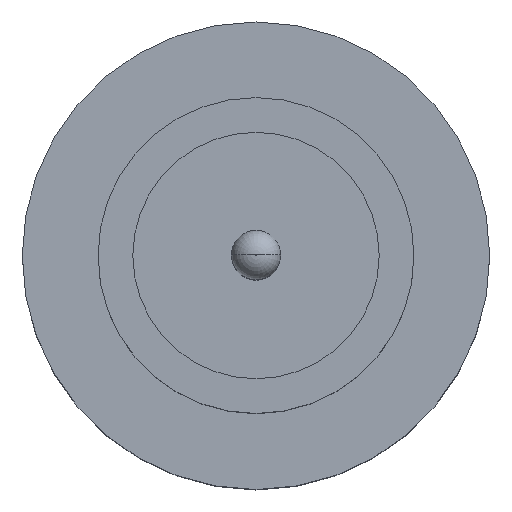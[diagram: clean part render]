
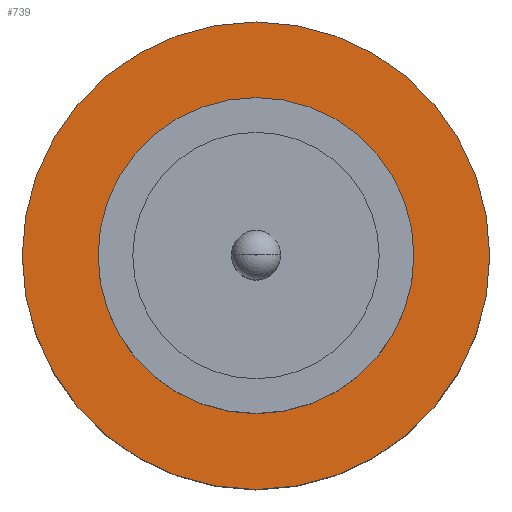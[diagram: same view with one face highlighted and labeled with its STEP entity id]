
A CAD part, top view. The second image highlights one B-rep face of the part: STEP entity #739.
In plain terms, the highlighted planar face has unit normal (0, 0, 1).
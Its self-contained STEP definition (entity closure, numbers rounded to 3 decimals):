
#53 = CARTESIAN_POINT ( 'NONE',  ( 0., 0., 1.55 ) ) ;
#62 = DIRECTION ( 'NONE',  ( 0., 0., 1. ) ) ;
#79 = ORIENTED_EDGE ( 'NONE', *, *, #278, .T. ) ;
#87 = EDGE_CURVE ( 'NONE', #212, #342, #549, .T. ) ;
#104 = CARTESIAN_POINT ( 'NONE',  ( 1.25, 0., 1.55 ) ) ;
#121 = VERTEX_POINT ( 'NONE', #160 ) ;
#143 = CIRCLE ( 'NONE', #795, 1.25 ) ;
#160 = CARTESIAN_POINT ( 'NONE',  ( 1.85, 0., 1.55 ) ) ;
#163 = FACE_OUTER_BOUND ( 'NONE', #415, .T. ) ;
#187 = CARTESIAN_POINT ( 'NONE',  ( 0., 0., 1.55 ) ) ;
#189 = CARTESIAN_POINT ( 'NONE',  ( -1.25, 0., 1.55 ) ) ;
#205 = AXIS2_PLACEMENT_3D ( 'NONE', #187, #546, #667 ) ;
#210 = CIRCLE ( 'NONE', #749, 1.85 ) ;
#212 = VERTEX_POINT ( 'NONE', #104 ) ;
#247 = CARTESIAN_POINT ( 'NONE',  ( 0., 0., 1.55 ) ) ;
#278 = EDGE_CURVE ( 'NONE', #121, #798, #210, .T. ) ;
#282 = FACE_BOUND ( 'NONE', #500, .T. ) ;
#284 = EDGE_CURVE ( 'NONE', #342, #212, #143, .T. ) ;
#314 = DIRECTION ( 'NONE',  ( 1., 0., 0. ) ) ;
#317 = DIRECTION ( 'NONE',  ( 1., 0., 0. ) ) ;
#342 = VERTEX_POINT ( 'NONE', #189 ) ;
#365 = CARTESIAN_POINT ( 'NONE',  ( -1.85, 0., 1.55 ) ) ;
#415 = EDGE_LOOP ( 'NONE', ( #745, #79 ) ) ;
#439 = DIRECTION ( 'NONE',  ( 0., 0., 1. ) ) ;
#498 = CIRCLE ( 'NONE', #205, 1.85 ) ;
#500 = EDGE_LOOP ( 'NONE', ( #572, #612 ) ) ;
#546 = DIRECTION ( 'NONE',  ( 0., 0., 1. ) ) ;
#549 = CIRCLE ( 'NONE', #770, 1.25 ) ;
#555 = PLANE ( 'NONE',  #620 ) ;
#559 = DIRECTION ( 'NONE',  ( 1., 0., 0. ) ) ;
#572 = ORIENTED_EDGE ( 'NONE', *, *, #87, .F. ) ;
#609 = DIRECTION ( 'NONE',  ( 0., 0., 1. ) ) ;
#612 = ORIENTED_EDGE ( 'NONE', *, *, #284, .F. ) ;
#620 = AXIS2_PLACEMENT_3D ( 'NONE', #53, #609, #317 ) ;
#640 = CARTESIAN_POINT ( 'NONE',  ( 0., 0., 1.55 ) ) ;
#649 = DIRECTION ( 'NONE',  ( 0., 0., 1. ) ) ;
#667 = DIRECTION ( 'NONE',  ( 1., 0., 0. ) ) ;
#678 = CARTESIAN_POINT ( 'NONE',  ( 0., 0., 1.55 ) ) ;
#710 = DIRECTION ( 'NONE',  ( 1., 0., 0. ) ) ;
#730 = EDGE_CURVE ( 'NONE', #798, #121, #498, .T. ) ;
#739 = ADVANCED_FACE ( 'NONE', ( #282, #163 ), #555, .T. ) ;
#745 = ORIENTED_EDGE ( 'NONE', *, *, #730, .T. ) ;
#749 = AXIS2_PLACEMENT_3D ( 'NONE', #678, #62, #559 ) ;
#770 = AXIS2_PLACEMENT_3D ( 'NONE', #640, #649, #710 ) ;
#795 = AXIS2_PLACEMENT_3D ( 'NONE', #247, #439, #314 ) ;
#798 = VERTEX_POINT ( 'NONE', #365 ) ;
